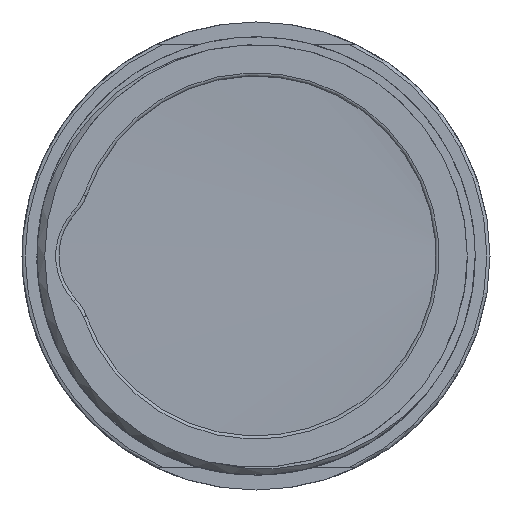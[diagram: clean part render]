
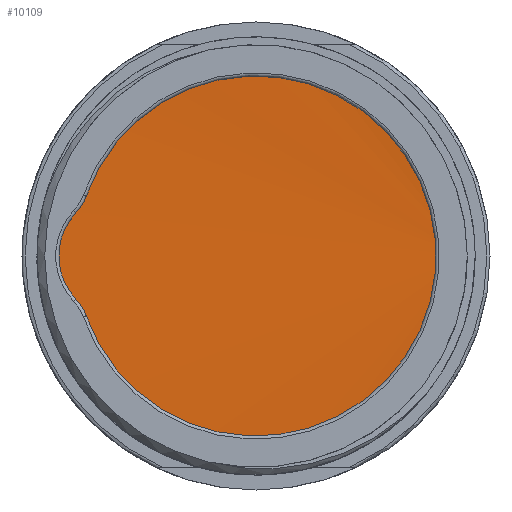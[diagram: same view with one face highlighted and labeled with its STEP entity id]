
A CAD part, left-side view. The second image highlights one B-rep face of the part: STEP entity #10109.
In plain terms, the highlighted cylindrical face has radius 13.5 mm (diameter 27 mm), a full revolution.
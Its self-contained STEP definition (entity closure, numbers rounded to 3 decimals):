
#697=CIRCLE('',#10816,13.5);
#1099=FACE_OUTER_BOUND('',#1659,.T.);
#1659=EDGE_LOOP('',(#6765,#6766,#6767,#6768));
#2251=B_SPLINE_CURVE_WITH_KNOTS('',3,(#15196,#15197,#15198,#15199,#15200,
#15201,#15202,#15203,#15204,#15205,#15206,#15207,#15208),.UNSPECIFIED.,
 .F.,.F.,(4,1,1,1,1,1,1,1,1,1,4),(4.937,5.42,5.903,
6.386,6.869,7.352,7.835,8.318,
8.801,9.285,9.425),.UNSPECIFIED.);
#2599=LINE('',#13938,#3236);
#2605=LINE('',#14042,#3242);
#3236=VECTOR('',#11505,13.5);
#3242=VECTOR('',#11527,13.5);
#3873=VERTEX_POINT('',#13936);
#3874=VERTEX_POINT('',#13937);
#3882=VERTEX_POINT('',#14041);
#3938=VERTEX_POINT('',#14434);
#4904=EDGE_CURVE('',#3873,#3874,#2599,.T.);
#4918=EDGE_CURVE('',#3882,#3873,#2605,.T.);
#5110=EDGE_CURVE('',#3938,#3882,#697,.T.);
#5124=EDGE_CURVE('',#3938,#3874,#2251,.T.);
#6765=ORIENTED_EDGE('',*,*,#4904,.T.);
#6766=ORIENTED_EDGE('',*,*,#5124,.F.);
#6767=ORIENTED_EDGE('',*,*,#5110,.T.);
#6768=ORIENTED_EDGE('',*,*,#4918,.T.);
#9394=CYLINDRICAL_SURFACE('',#10834,13.5);
#10109=ADVANCED_FACE('',(#1099),#9394,.T.);
#10816=AXIS2_PLACEMENT_3D('',#14802,#11965,#11966);
#10834=AXIS2_PLACEMENT_3D('',#15209,#12002,#12003);
#11505=DIRECTION('',(1.,0.,0.));
#11527=DIRECTION('',(1.,0.,0.));
#11965=DIRECTION('center_axis',(1.,0.,0.));
#11966=DIRECTION('ref_axis',(0.,-1.,0.));
#12002=DIRECTION('center_axis',(1.,0.,0.));
#12003=DIRECTION('ref_axis',(0.,1.,0.));
#13936=CARTESIAN_POINT('',(0.8,-13.5,0.));
#13937=CARTESIAN_POINT('',(2.,-13.5,0.));
#13938=CARTESIAN_POINT('',(-0.6,-13.5,0.));
#14041=CARTESIAN_POINT('',(0.,-13.5,0.));
#14042=CARTESIAN_POINT('',(-0.6,-13.5,0.));
#14434=CARTESIAN_POINT('',(0.,3.004,13.162));
#14802=CARTESIAN_POINT('Origin',(0.,0.,
0.));
#15196=CARTESIAN_POINT('Ctrl Pts',(0.,3.004,
13.162));
#15197=CARTESIAN_POINT('Ctrl Pts',(0.072,5.123,
12.678));
#15198=CARTESIAN_POINT('Ctrl Pts',(0.215,9.122,10.668));
#15199=CARTESIAN_POINT('Ctrl Pts',(0.431,13.034,5.209));
#15200=CARTESIAN_POINT('Ctrl Pts',(0.646,13.962,-1.441));
#15201=CARTESIAN_POINT('Ctrl Pts',(0.861,11.695,-7.762));
#15202=CARTESIAN_POINT('Ctrl Pts',(1.076,6.751,-12.306));
#15203=CARTESIAN_POINT('Ctrl Pts',(1.292,0.262,-14.034));
#15204=CARTESIAN_POINT('Ctrl Pts',(1.507,-6.287,-12.55));
#15205=CARTESIAN_POINT('Ctrl Pts',(1.722,-11.397,-8.194));
#15206=CARTESIAN_POINT('Ctrl Pts',(1.887,-13.307,-3.436));
#15207=CARTESIAN_POINT('Ctrl Pts',(1.979,-13.5,-0.631));
#15208=CARTESIAN_POINT('Ctrl Pts',(2.,-13.5,0.));
#15209=CARTESIAN_POINT('Origin',(-0.6,0.,0.));
